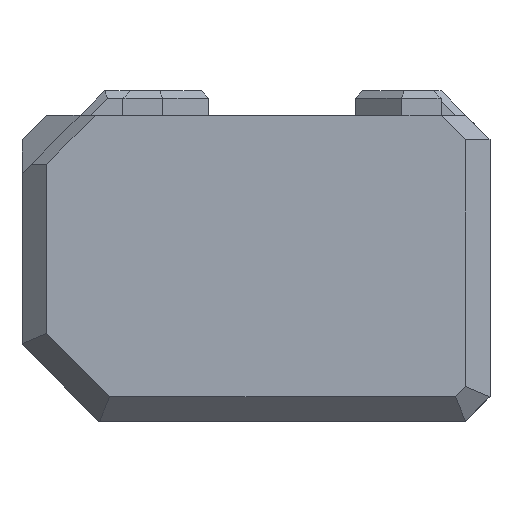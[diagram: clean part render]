
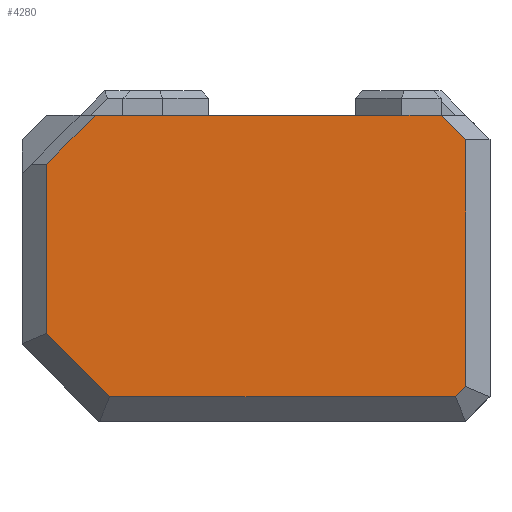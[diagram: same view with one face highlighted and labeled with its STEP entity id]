
A CAD part, front view. The second image highlights one B-rep face of the part: STEP entity #4280.
In plain terms, the highlighted planar face has unit normal (0, -1, 0).
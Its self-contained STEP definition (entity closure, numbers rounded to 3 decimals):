
#439=PLANE('',#4536);
#655=FACE_OUTER_BOUND('',#887,.T.);
#887=EDGE_LOOP('',(#3952,#3953,#3954,#3955,#3956,#3957,#3958,#3959));
#1024=LINE('',#6241,#1514);
#1229=LINE('',#6661,#1719);
#1333=LINE('',#6943,#1823);
#1335=LINE('',#6947,#1825);
#1337=LINE('',#6951,#1827);
#1339=LINE('',#6955,#1829);
#1340=LINE('',#6957,#1830);
#1362=LINE('',#7006,#1852);
#1514=VECTOR('',#4758,10.);
#1719=VECTOR('',#5123,10.);
#1823=VECTOR('',#5379,10.);
#1825=VECTOR('',#5383,10.);
#1827=VECTOR('',#5387,10.);
#1829=VECTOR('',#5391,10.);
#1830=VECTOR('',#5394,10.);
#1852=VECTOR('',#5444,10.);
#2057=VERTEX_POINT('',#6238);
#2058=VERTEX_POINT('',#6240);
#2193=VERTEX_POINT('',#6660);
#2270=VERTEX_POINT('',#6939);
#2271=VERTEX_POINT('',#6941);
#2272=VERTEX_POINT('',#6945);
#2273=VERTEX_POINT('',#6949);
#2274=VERTEX_POINT('',#6953);
#2480=EDGE_CURVE('',#2057,#2058,#1024,.T.);
#2690=EDGE_CURVE('',#2058,#2193,#1229,.T.);
#2823=EDGE_CURVE('',#2270,#2271,#1333,.T.);
#2825=EDGE_CURVE('',#2271,#2272,#1335,.T.);
#2827=EDGE_CURVE('',#2272,#2273,#1337,.T.);
#2829=EDGE_CURVE('',#2273,#2274,#1339,.T.);
#2830=EDGE_CURVE('',#2274,#2193,#1340,.T.);
#2853=EDGE_CURVE('',#2270,#2057,#1362,.T.);
#3952=ORIENTED_EDGE('',*,*,#2690,.F.);
#3953=ORIENTED_EDGE('',*,*,#2480,.F.);
#3954=ORIENTED_EDGE('',*,*,#2853,.F.);
#3955=ORIENTED_EDGE('',*,*,#2823,.T.);
#3956=ORIENTED_EDGE('',*,*,#2825,.T.);
#3957=ORIENTED_EDGE('',*,*,#2827,.T.);
#3958=ORIENTED_EDGE('',*,*,#2829,.T.);
#3959=ORIENTED_EDGE('',*,*,#2830,.T.);
#4280=ADVANCED_FACE('',(#655),#439,.F.);
#4536=AXIS2_PLACEMENT_3D('',#7007,#5445,#5446);
#4758=DIRECTION('',(1.,0.,0.));
#5123=DIRECTION('',(0.707,0.,-0.707));
#5379=DIRECTION('',(0.,0.,-1.));
#5383=DIRECTION('',(0.707,0.,-0.707));
#5387=DIRECTION('',(1.,0.,0.));
#5391=DIRECTION('',(0.707,0.,0.707));
#5394=DIRECTION('',(0.,0.,1.));
#5444=DIRECTION('',(0.707,0.,0.707));
#5445=DIRECTION('center_axis',(0.,1.,0.));
#5446=DIRECTION('ref_axis',(0.,0.,-1.));
#6238=CARTESIAN_POINT('',(-14.25,0.,0.));
#6240=CARTESIAN_POINT('',(14.,0.,0.));
#6241=CARTESIAN_POINT('',(-0.5,0.,0.));
#6660=CARTESIAN_POINT('',(16.,0.,-2.));
#6661=CARTESIAN_POINT('',(10.5,0.,3.5));
#6939=CARTESIAN_POINT('',(-18.25,0.,-4.));
#6941=CARTESIAN_POINT('',(-18.25,0.,-17.828));
#6943=CARTESIAN_POINT('',(-18.25,0.,-6.25));
#6945=CARTESIAN_POINT('',(-13.078,0.,-23.));
#6947=CARTESIAN_POINT('',(-19.,0.,-17.078));
#6949=CARTESIAN_POINT('',(15.172,0.,-23.));
#6951=CARTESIAN_POINT('',(0.,0.,-23.));
#6953=CARTESIAN_POINT('',(16.,0.,-22.172));
#6955=CARTESIAN_POINT('',(17.336,0.,-20.836));
#6957=CARTESIAN_POINT('',(16.,0.,-6.25));
#7006=CARTESIAN_POINT('',(-11.25,0.,3.));
#7007=CARTESIAN_POINT('Origin',(0.,0.,0.));
